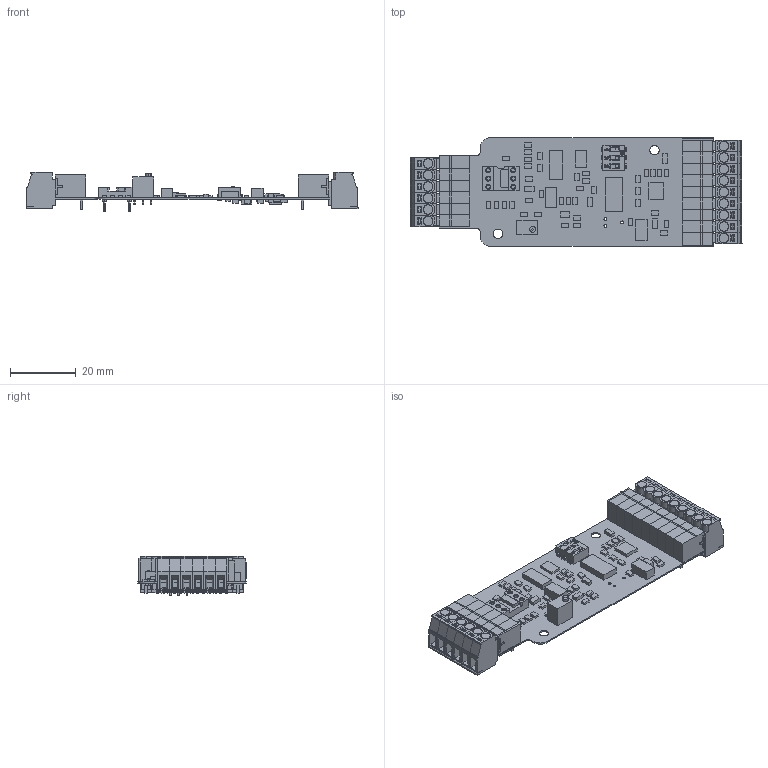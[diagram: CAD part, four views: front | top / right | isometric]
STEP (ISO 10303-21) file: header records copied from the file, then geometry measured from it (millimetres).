
FILE_DESCRIPTION (( 'STEP AP214' ), '1' );
FILE_NAME ('PCBwoEnclosure.STEP', '2018-08-07T23:04:50', ( '' ), ( '' ), 'SwSTEP 2.0', 'SolidWorks 2018', '' );
FILE_SCHEMA (( 'AUTOMOTIVE_DESIGN' ));
Length unit declared in the file: millimetre
Products named in the file (1): PCBwoEnclosure
Bounding box: 101.06 x 33.01 x 11.92 mm (x, y, z)
Volume: 8749.3 mm3; surface area: 23730.8 mm2
Topology: 101 solids, 101 shells, 3481 faces, 9485 edges, 6268 vertices
Faces by surface type: plane 2476, cylinder 826, bspline 95, cone 84
Entity records: 152062 total; most frequent: CARTESIAN_POINT 22614, ORIENTED_EDGE 18970, DIRECTION 18037, EDGE_CURVE 9485, VECTOR 7447, LINE 7447, VERTEX_POINT 6268, AXIS2_PLACEMENT_3D 5295
